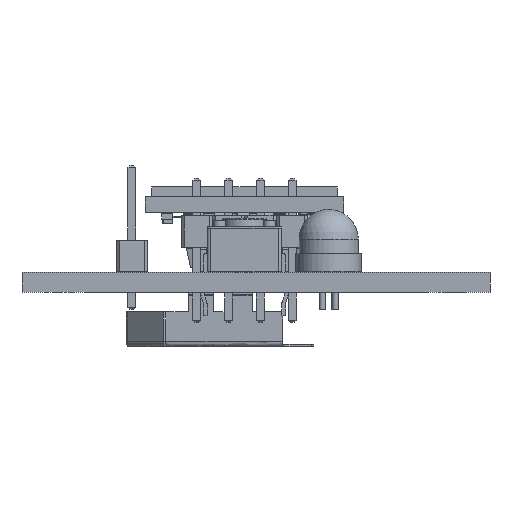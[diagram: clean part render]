
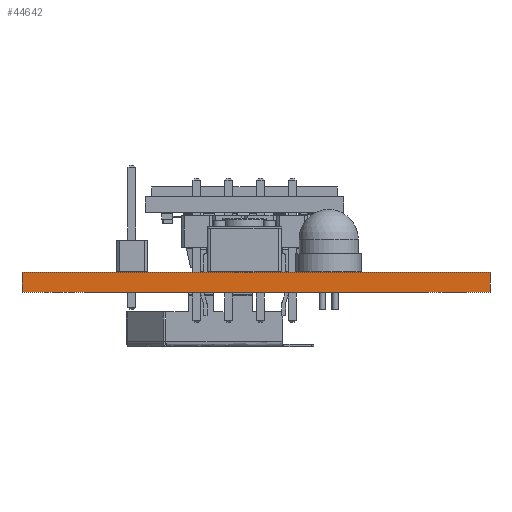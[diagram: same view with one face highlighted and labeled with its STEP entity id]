
A CAD part, front view. The second image highlights one B-rep face of the part: STEP entity #44642.
In plain terms, the highlighted planar face has unit normal (0, -1, 0).
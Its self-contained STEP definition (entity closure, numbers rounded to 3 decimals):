
#44642 = ADVANCED_FACE('',(#44643),#44677,.T.);
#44643 = FACE_BOUND('',#44644,.T.);
#44644 = EDGE_LOOP('',(#44645,#44655,#44663,#44671));
#44645 = ORIENTED_EDGE('',*,*,#44646,.T.);
#44646 = EDGE_CURVE('',#44647,#44649,#44651,.T.);
#44647 = VERTEX_POINT('',#44648);
#44648 = CARTESIAN_POINT('',(34.194,-55.5,0.));
#44649 = VERTEX_POINT('',#44650);
#44650 = CARTESIAN_POINT('',(34.194,-55.5,1.6));
#44651 = LINE('',#44652,#44653);
#44652 = CARTESIAN_POINT('',(34.194,-55.5,0.));
#44653 = VECTOR('',#44654,1.);
#44654 = DIRECTION('',(0.,0.,1.));
#44655 = ORIENTED_EDGE('',*,*,#44656,.T.);
#44656 = EDGE_CURVE('',#44649,#44657,#44659,.T.);
#44657 = VERTEX_POINT('',#44658);
#44658 = CARTESIAN_POINT('',(-3.306,-55.5,1.6));
#44659 = LINE('',#44660,#44661);
#44660 = CARTESIAN_POINT('',(34.194,-55.5,1.6));
#44661 = VECTOR('',#44662,1.);
#44662 = DIRECTION('',(-1.,0.,0.));
#44663 = ORIENTED_EDGE('',*,*,#44664,.F.);
#44664 = EDGE_CURVE('',#44665,#44657,#44667,.T.);
#44665 = VERTEX_POINT('',#44666);
#44666 = CARTESIAN_POINT('',(-3.306,-55.5,0.));
#44667 = LINE('',#44668,#44669);
#44668 = CARTESIAN_POINT('',(-3.306,-55.5,0.));
#44669 = VECTOR('',#44670,1.);
#44670 = DIRECTION('',(0.,0.,1.));
#44671 = ORIENTED_EDGE('',*,*,#44672,.F.);
#44672 = EDGE_CURVE('',#44647,#44665,#44673,.T.);
#44673 = LINE('',#44674,#44675);
#44674 = CARTESIAN_POINT('',(34.194,-55.5,0.));
#44675 = VECTOR('',#44676,1.);
#44676 = DIRECTION('',(-1.,0.,0.));
#44677 = PLANE('',#44678);
#44678 = AXIS2_PLACEMENT_3D('',#44679,#44680,#44681);
#44679 = CARTESIAN_POINT('',(34.194,-55.5,0.));
#44680 = DIRECTION('',(0.,-1.,0.));
#44681 = DIRECTION('',(-1.,0.,0.));
